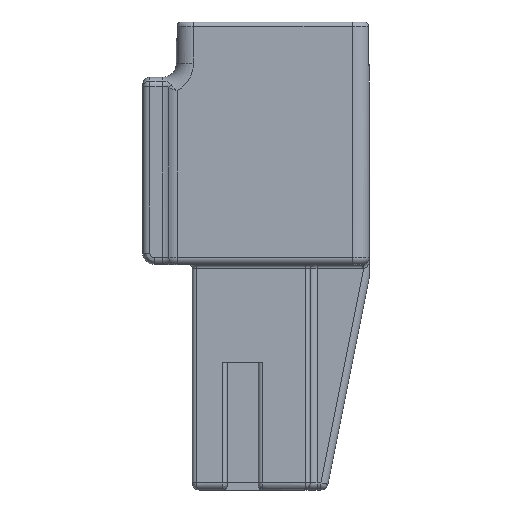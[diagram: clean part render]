
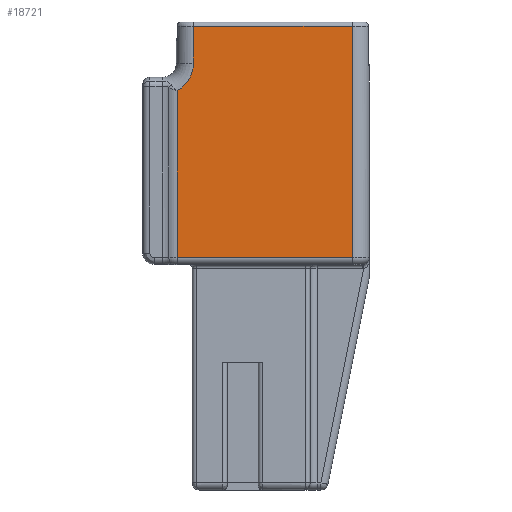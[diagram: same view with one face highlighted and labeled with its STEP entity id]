
A CAD part, left-side view. The second image highlights one B-rep face of the part: STEP entity #18721.
In plain terms, the highlighted planar face has unit normal (-1, 0, 0).
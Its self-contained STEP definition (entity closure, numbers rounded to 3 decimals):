
#3667=CARTESIAN_POINT('',(-3.625,3.833,10.662));
#3681=CARTESIAN_POINT('',(-3.625,4.875,12.6));
#3682=DIRECTION('',(1.,0.,0.));
#3683=DIRECTION('',(0.,-1.,0.));
#3684=AXIS2_PLACEMENT_3D('',#3681,#3682,#3683);
#3686=DIRECTION('',(0.,0.,-1.));
#3687=VECTOR('',#3686,2.6);
#3688=CARTESIAN_POINT('',(-3.625,2.675,15.2));
#3689=LINE('',#3688,#3687);
#3690=DIRECTION('',(0.,-1.,0.));
#3691=VECTOR('',#3690,11.2);
#3692=CARTESIAN_POINT('',(-3.625,2.675,15.2));
#3693=LINE('',#3692,#3691);
#3694=DIRECTION('',(0.,0.,-1.));
#3695=VECTOR('',#3694,16.3);
#3696=CARTESIAN_POINT('',(-3.625,-8.525,15.2));
#3697=LINE('',#3696,#3695);
#3698=DIRECTION('',(0.,1.,0.));
#3699=VECTOR('',#3698,12.358);
#3700=CARTESIAN_POINT('',(-3.625,-8.525,-1.1));
#3701=LINE('',#3700,#3699);
#3702=DIRECTION('',(0.,0.,1.));
#3703=VECTOR('',#3702,11.762);
#3704=CARTESIAN_POINT('',(-3.625,3.833,-1.1));
#3705=LINE('',#3704,#3703);
#10729=CARTESIAN_POINT('',(-3.625,-8.525,-1.1));
#10730=CARTESIAN_POINT('',(-3.625,3.833,-1.1));
#10731=VERTEX_POINT('',#10729);
#10732=VERTEX_POINT('',#10730);
#10917=CARTESIAN_POINT('',(-3.625,2.675,12.6));
#10919=VERTEX_POINT('',#10917);
#11943=CARTESIAN_POINT('',(-3.625,-8.525,15.2));
#11945=VERTEX_POINT('',#11943);
#11953=CARTESIAN_POINT('',(-3.625,2.675,15.2));
#11954=VERTEX_POINT('',#11953);
#12874=VERTEX_POINT('',#3667);
#18706=CARTESIAN_POINT('',(-3.625,3.875,0.));
#18707=DIRECTION('',(-1.,0.,0.));
#18708=DIRECTION('',(0.,-1.,0.));
#18709=AXIS2_PLACEMENT_3D('',#18706,#18707,#18708);
#18710=PLANE('',#18709);
#18711=ORIENTED_EDGE('',*,*,#18571,.F.);
#18712=ORIENTED_EDGE('',*,*,#18125,.F.);
#18714=ORIENTED_EDGE('',*,*,#18713,.T.);
#18715=ORIENTED_EDGE('',*,*,#18212,.T.);
#18717=ORIENTED_EDGE('',*,*,#18716,.T.);
#18718=ORIENTED_EDGE('',*,*,#18651,.T.);
#18719=EDGE_LOOP('',(#18711,#18712,#18714,#18715,#18717,#18718));
#18720=FACE_OUTER_BOUND('',#18719,.F.);
#18721=ADVANCED_FACE('',(#18720),#18710,.T.);
#3685=CIRCLE('',#3684,2.2);
#18125=EDGE_CURVE('',#11954,#10919,#3689,.T.);
#18212=EDGE_CURVE('',#11945,#10731,#3697,.T.);
#18571=EDGE_CURVE('',#10919,#12874,#3685,.T.);
#18651=EDGE_CURVE('',#10732,#12874,#3705,.T.);
#18713=EDGE_CURVE('',#11954,#11945,#3693,.T.);
#18716=EDGE_CURVE('',#10731,#10732,#3701,.T.);
